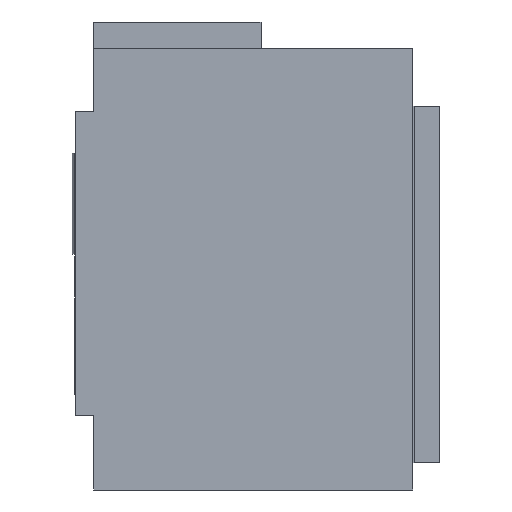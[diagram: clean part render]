
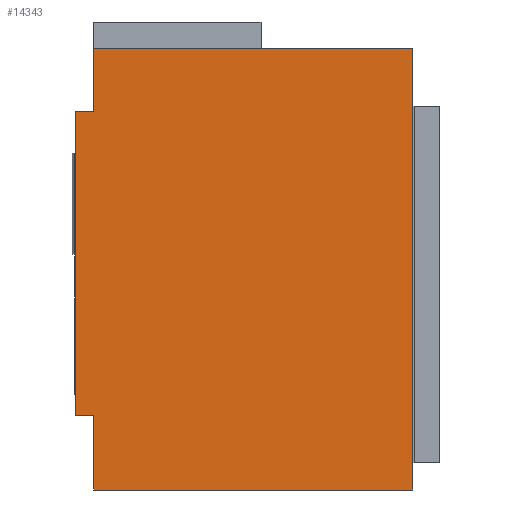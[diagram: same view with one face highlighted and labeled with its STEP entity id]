
A CAD part, left-side view. The second image highlights one B-rep face of the part: STEP entity #14343.
In plain terms, the highlighted planar face has unit normal (-1, 0, 0).
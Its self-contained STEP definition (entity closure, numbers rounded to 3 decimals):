
#14293=AXIS2_PLACEMENT_3D('Plane Axis2P3D',#14290,#14291,#14292) ;
#14137=CARTESIAN_POINT('Vertex',(-155.5,167.,33.)) ;
#14140=CARTESIAN_POINT('Line Origine',(-155.5,174.,33.)) ;
#14144=CARTESIAN_POINT('Vertex',(-155.5,181.,33.)) ;
#14216=CARTESIAN_POINT('Vertex',(-155.5,167.,318.5)) ;
#14219=CARTESIAN_POINT('Line Origine',(-155.5,43.,318.5)) ;
#14223=CARTESIAN_POINT('Vertex',(-155.5,-81.,318.5)) ;
#14290=CARTESIAN_POINT('Axis2P3D Location',(-155.5,51.667,1.822)) ;
#14295=CARTESIAN_POINT('Line Origine',(-155.5,167.,4.25)) ;
#14299=CARTESIAN_POINT('Vertex',(-155.5,167.,-24.5)) ;
#14302=CARTESIAN_POINT('Line Origine',(-155.5,43.,-24.5)) ;
#14306=CARTESIAN_POINT('Vertex',(-155.5,-81.,-24.5)) ;
#14309=CARTESIAN_POINT('Line Origine',(-155.5,-81.,147.)) ;
#14314=CARTESIAN_POINT('Line Origine',(-155.5,167.,294.)) ;
#14318=CARTESIAN_POINT('Vertex',(-155.5,167.,269.5)) ;
#14321=CARTESIAN_POINT('Line Origine',(-155.5,174.,269.5)) ;
#14325=CARTESIAN_POINT('Vertex',(-155.5,181.,269.5)) ;
#14328=CARTESIAN_POINT('Line Origine',(-155.5,181.,151.25)) ;
#14141=DIRECTION('Vector Direction',(0.,-1.,0.)) ;
#14220=DIRECTION('Vector Direction',(0.,1.,0.)) ;
#14291=DIRECTION('Axis2P3D Direction',(1.,0.,0.)) ;
#14292=DIRECTION('Axis2P3D XDirection',(0.,1.,0.)) ;
#14296=DIRECTION('Vector Direction',(0.,0.,1.)) ;
#14303=DIRECTION('Vector Direction',(0.,-1.,0.)) ;
#14310=DIRECTION('Vector Direction',(0.,0.,-1.)) ;
#14315=DIRECTION('Vector Direction',(0.,0.,1.)) ;
#14322=DIRECTION('Vector Direction',(0.,-1.,0.)) ;
#14329=DIRECTION('Vector Direction',(0.,0.,-1.)) ;
#14142=VECTOR('Line Direction',#14141,1.) ;
#14221=VECTOR('Line Direction',#14220,1.) ;
#14297=VECTOR('Line Direction',#14296,1.) ;
#14304=VECTOR('Line Direction',#14303,1.) ;
#14311=VECTOR('Line Direction',#14310,1.) ;
#14316=VECTOR('Line Direction',#14315,1.) ;
#14323=VECTOR('Line Direction',#14322,1.) ;
#14330=VECTOR('Line Direction',#14329,1.) ;
#14334=ORIENTED_EDGE('',*,*,#14301,.F.) ;
#14335=ORIENTED_EDGE('',*,*,#14308,.F.) ;
#14336=ORIENTED_EDGE('',*,*,#14313,.F.) ;
#14337=ORIENTED_EDGE('',*,*,#14225,.F.) ;
#14338=ORIENTED_EDGE('',*,*,#14320,.F.) ;
#14339=ORIENTED_EDGE('',*,*,#14327,.F.) ;
#14340=ORIENTED_EDGE('',*,*,#14332,.F.) ;
#14341=ORIENTED_EDGE('',*,*,#14146,.T.) ;
#14343=ADVANCED_FACE('RX0473001_1PA_001_00_SIMULACRO_PF_N0_III',(#14342),#14294,.F.) ;
#14146=EDGE_CURVE('',#14145,#14138,#14143,.T.) ;
#14225=EDGE_CURVE('',#14217,#14224,#14222,.F.) ;
#14301=EDGE_CURVE('',#14300,#14138,#14298,.T.) ;
#14308=EDGE_CURVE('',#14307,#14300,#14305,.F.) ;
#14313=EDGE_CURVE('',#14224,#14307,#14312,.T.) ;
#14320=EDGE_CURVE('',#14319,#14217,#14317,.T.) ;
#14327=EDGE_CURVE('',#14326,#14319,#14324,.T.) ;
#14332=EDGE_CURVE('',#14145,#14326,#14331,.F.) ;
#14333=EDGE_LOOP('',(#14334,#14335,#14336,#14337,#14338,#14339,#14340,#14341)) ;
#14342=FACE_OUTER_BOUND('',#14333,.T.) ;
#14143=LINE('Line',#14140,#14142) ;
#14222=LINE('Line',#14219,#14221) ;
#14298=LINE('Line',#14295,#14297) ;
#14305=LINE('Line',#14302,#14304) ;
#14312=LINE('Line',#14309,#14311) ;
#14317=LINE('Line',#14314,#14316) ;
#14324=LINE('Line',#14321,#14323) ;
#14331=LINE('Line',#14328,#14330) ;
#14294=PLANE('',#14293) ;
#14138=VERTEX_POINT('',#14137) ;
#14145=VERTEX_POINT('',#14144) ;
#14217=VERTEX_POINT('',#14216) ;
#14224=VERTEX_POINT('',#14223) ;
#14300=VERTEX_POINT('',#14299) ;
#14307=VERTEX_POINT('',#14306) ;
#14319=VERTEX_POINT('',#14318) ;
#14326=VERTEX_POINT('',#14325) ;
